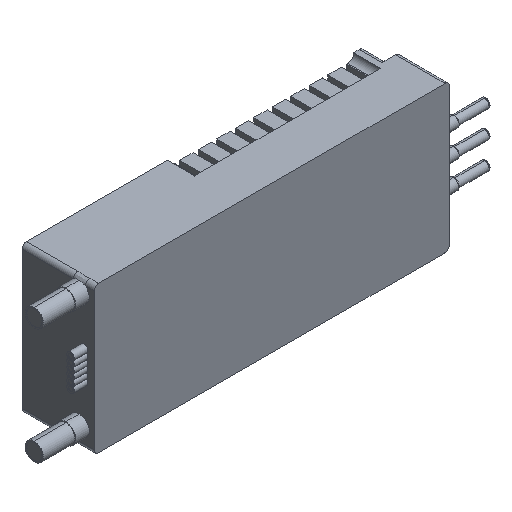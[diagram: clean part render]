
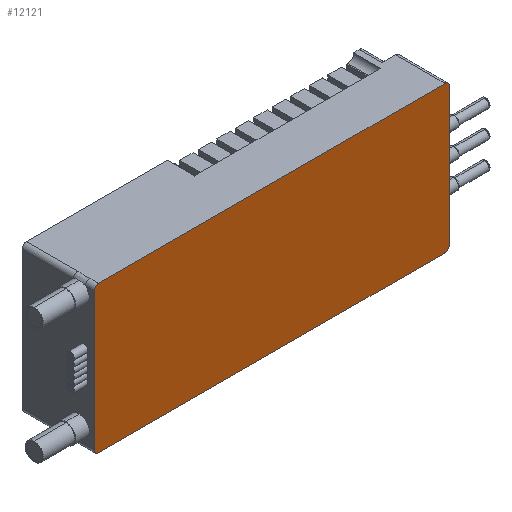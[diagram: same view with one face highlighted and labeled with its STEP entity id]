
A CAD part, isometric view. The second image highlights one B-rep face of the part: STEP entity #12121.
In plain terms, the highlighted planar face has unit normal (0, -1, 0).
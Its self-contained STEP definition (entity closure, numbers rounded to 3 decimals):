
#457 = AXIS2_PLACEMENT_3D ( 'NONE', #7499, #3530, #10213 ) ;
#954 = DIRECTION ( 'NONE',  ( 0., -1., 0. ) ) ;
#1044 = LINE ( 'NONE', #3677, #12811 ) ;
#1893 = ORIENTED_EDGE ( 'NONE', *, *, #12661, .F. ) ;
#1935 = PLANE ( 'NONE',  #10839 ) ;
#3127 = VERTEX_POINT ( 'NONE', #12431 ) ;
#3163 = FACE_OUTER_BOUND ( 'NONE', #3737, .T. ) ;
#3446 = CARTESIAN_POINT ( 'NONE',  ( 39.35, 0., -15.25 ) ) ;
#3459 = VERTEX_POINT ( 'NONE', #6882 ) ;
#3530 = DIRECTION ( 'NONE',  ( 0., -1., 0. ) ) ;
#3622 = VECTOR ( 'NONE', #11579, 1000. ) ;
#3677 = CARTESIAN_POINT ( 'NONE',  ( -39.35, 0., 16.25 ) ) ;
#3737 = EDGE_LOOP ( 'NONE', ( #14125, #7712, #1893, #13523, #6769, #4085, #9304, #7125 ) ) ;
#3870 = EDGE_CURVE ( 'NONE', #10323, #17023, #10572, .T. ) ;
#4085 = ORIENTED_EDGE ( 'NONE', *, *, #5338, .T. ) ;
#4498 = CARTESIAN_POINT ( 'NONE',  ( -38.35, 0., -15.25 ) ) ;
#4612 = CARTESIAN_POINT ( 'NONE',  ( -38.35, 0., 16.25 ) ) ;
#4822 = LINE ( 'NONE', #12805, #3622 ) ;
#5338 = EDGE_CURVE ( 'NONE', #3127, #6461, #12515, .T. ) ;
#5629 = DIRECTION ( 'NONE',  ( 0., -1., 0. ) ) ;
#5712 = DIRECTION ( 'NONE',  ( 0., -1., 0. ) ) ;
#5807 = DIRECTION ( 'NONE',  ( 0., 0., -1. ) ) ;
#5919 = CARTESIAN_POINT ( 'NONE',  ( 39.35, 0., 15.25 ) ) ;
#6143 = CARTESIAN_POINT ( 'NONE',  ( 39.35, 0., 16.25 ) ) ;
#6184 = CARTESIAN_POINT ( 'NONE',  ( -39.35, 0., 15.25 ) ) ;
#6236 = CARTESIAN_POINT ( 'NONE',  ( -38.35, 0., 15.25 ) ) ;
#6461 = VERTEX_POINT ( 'NONE', #3446 ) ;
#6489 = DIRECTION ( 'NONE',  ( 0., 0., -1. ) ) ;
#6769 = ORIENTED_EDGE ( 'NONE', *, *, #7584, .F. ) ;
#6882 = CARTESIAN_POINT ( 'NONE',  ( 38.35, 0., 16.25 ) ) ;
#6996 = CIRCLE ( 'NONE', #17389, 1. ) ;
#7125 = ORIENTED_EDGE ( 'NONE', *, *, #11076, .T. ) ;
#7499 = CARTESIAN_POINT ( 'NONE',  ( 38.35, 0., -15.25 ) ) ;
#7563 = DIRECTION ( 'NONE',  ( 0., 0., 1. ) ) ;
#7584 = EDGE_CURVE ( 'NONE', #3127, #17023, #9967, .T. ) ;
#7634 = CARTESIAN_POINT ( 'NONE',  ( 38.35, 0., 15.25 ) ) ;
#7712 = ORIENTED_EDGE ( 'NONE', *, *, #13596, .T. ) ;
#8524 = CARTESIAN_POINT ( 'NONE',  ( 0., 0., 0. ) ) ;
#8657 = CARTESIAN_POINT ( 'NONE',  ( -39.35, 0., -16.25 ) ) ;
#9304 = ORIENTED_EDGE ( 'NONE', *, *, #11095, .F. ) ;
#9967 = LINE ( 'NONE', #8657, #10498 ) ;
#10175 = DIRECTION ( 'NONE',  ( 0., 0., -1. ) ) ;
#10213 = DIRECTION ( 'NONE',  ( 0., 0., -1. ) ) ;
#10323 = VERTEX_POINT ( 'NONE', #11305 ) ;
#10366 = DIRECTION ( 'NONE',  ( 0., -1., 0. ) ) ;
#10498 = VECTOR ( 'NONE', #16071, 1000. ) ;
#10572 = CIRCLE ( 'NONE', #11416, 1. ) ;
#10839 = AXIS2_PLACEMENT_3D ( 'NONE', #8524, #5712, #11415 ) ;
#11029 = EDGE_CURVE ( 'NONE', #11851, #3459, #4822, .T. ) ;
#11076 = EDGE_CURVE ( 'NONE', #13363, #3459, #6996, .T. ) ;
#11095 = EDGE_CURVE ( 'NONE', #13363, #6461, #16791, .T. ) ;
#11305 = CARTESIAN_POINT ( 'NONE',  ( -39.35, 0., -15.25 ) ) ;
#11415 = DIRECTION ( 'NONE',  ( 0., 0., -1. ) ) ;
#11416 = AXIS2_PLACEMENT_3D ( 'NONE', #4498, #5629, #5807 ) ;
#11579 = DIRECTION ( 'NONE',  ( 1., 0., 0. ) ) ;
#11714 = AXIS2_PLACEMENT_3D ( 'NONE', #6236, #10366, #15645 ) ;
#11799 = VERTEX_POINT ( 'NONE', #6184 ) ;
#11851 = VERTEX_POINT ( 'NONE', #4612 ) ;
#12121 = ADVANCED_FACE ( 'NONE', ( #3163 ), #1935, .T. ) ;
#12431 = CARTESIAN_POINT ( 'NONE',  ( 38.35, 0., -16.25 ) ) ;
#12515 = CIRCLE ( 'NONE', #457, 1. ) ;
#12661 = EDGE_CURVE ( 'NONE', #10323, #11799, #1044, .T. ) ;
#12805 = CARTESIAN_POINT ( 'NONE',  ( -39.35, 0., 16.25 ) ) ;
#12811 = VECTOR ( 'NONE', #7563, 1000. ) ;
#13363 = VERTEX_POINT ( 'NONE', #5919 ) ;
#13523 = ORIENTED_EDGE ( 'NONE', *, *, #3870, .T. ) ;
#13596 = EDGE_CURVE ( 'NONE', #11851, #11799, #14530, .T. ) ;
#13731 = VECTOR ( 'NONE', #6489, 1000. ) ;
#14125 = ORIENTED_EDGE ( 'NONE', *, *, #11029, .F. ) ;
#14530 = CIRCLE ( 'NONE', #11714, 1. ) ;
#15645 = DIRECTION ( 'NONE',  ( 0., 0., -1. ) ) ;
#16071 = DIRECTION ( 'NONE',  ( -1., 0., 0. ) ) ;
#16791 = LINE ( 'NONE', #6143, #13731 ) ;
#16936 = CARTESIAN_POINT ( 'NONE',  ( -38.35, 0., -16.25 ) ) ;
#17023 = VERTEX_POINT ( 'NONE', #16936 ) ;
#17389 = AXIS2_PLACEMENT_3D ( 'NONE', #7634, #954, #10175 ) ;
